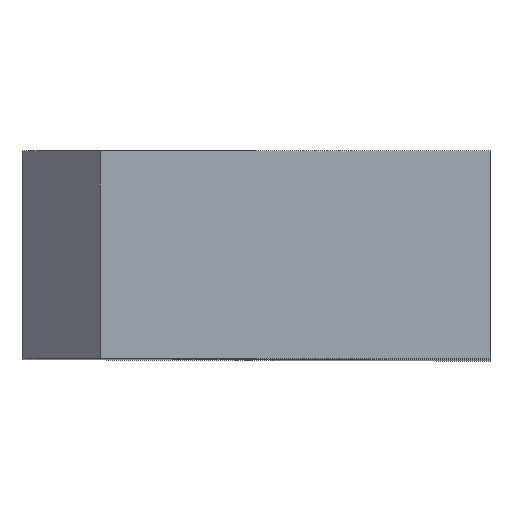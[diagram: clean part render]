
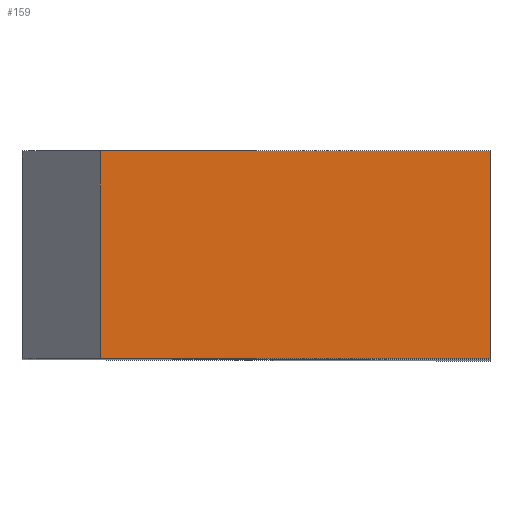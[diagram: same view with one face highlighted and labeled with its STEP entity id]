
A CAD part, top view. The second image highlights one B-rep face of the part: STEP entity #159.
In plain terms, the highlighted planar face has unit normal (0, 0, 1).
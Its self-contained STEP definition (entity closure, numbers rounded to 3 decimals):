
#82=EDGE_CURVE('241[3]',#208,#204,#209,.T.);
#106=EDGE_CURVE('241[3]',#208,#236,#242,.T.);
#148=EDGE_CURVE('241[3]',#195,#204,#293,.T.);
#152=EDGE_CURVE('241[3]',#236,#195,#297,.T.);
#159=ADVANCED_FACE('241[3]',(#304),#305,.T.);
#195=VERTEX_POINT('',#338);
#204=VERTEX_POINT('',#353);
#208=VERTEX_POINT('',#359);
#209=LINE('',#360,#361);
#236=VERTEX_POINT('',#399);
#242=LINE('',#407,#408);
#293=LINE('',#488,#489);
#297=LINE('',#496,#497);
#304=FACE_OUTER_BOUND('',#509,.T.);
#305=PLANE('',#510);
#338=CARTESIAN_POINT('',(-4.5,-4.0,5.995));
#353=CARTESIAN_POINT('',(3.0,-4.0,5.995));
#359=CARTESIAN_POINT('',(3.0,0.,5.995));
#360=CARTESIAN_POINT('',(3.0,0.,5.995));
#361=VECTOR('',#534,1.0);
#399=CARTESIAN_POINT('',(-4.5,0.,5.995));
#407=CARTESIAN_POINT('',(3.0,0.,5.995));
#408=VECTOR('',#572,1.0);
#488=CARTESIAN_POINT('',(3.0,-4.0,5.995));
#489=VECTOR('',#639,1.0);
#496=CARTESIAN_POINT('',(-4.5,0.,5.995));
#497=VECTOR('',#641,1.0);
#509=EDGE_LOOP('',(#645,#646,#647,#648));
#510=AXIS2_PLACEMENT_3D('',#649,#650,#651);
#534=DIRECTION('',(0.,-1.0,0.));
#572=DIRECTION('',(-1.0,0.,0.));
#639=DIRECTION('',(1.0,0.,0.));
#641=DIRECTION('',(0.,-1.0,0.));
#645=ORIENTED_EDGE('',*,*,#148,.T.);
#646=ORIENTED_EDGE('',*,*,#82,.F.);
#647=ORIENTED_EDGE('',*,*,#106,.T.);
#648=ORIENTED_EDGE('',*,*,#152,.T.);
#649=CARTESIAN_POINT('',(-0.75,0.,5.995));
#650=DIRECTION('',(0.,0.,1.0));
#651=DIRECTION('',(-1.0,0.,0.));
